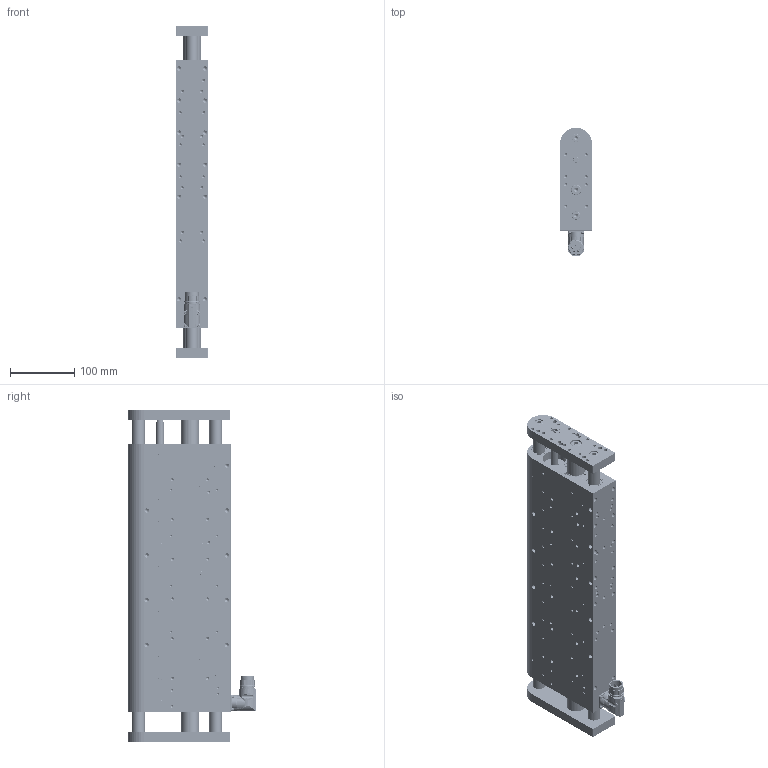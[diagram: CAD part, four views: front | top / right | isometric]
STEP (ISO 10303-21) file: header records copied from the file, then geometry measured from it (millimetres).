
FILE_DESCRIPTION (( 'STEP AP214' ), '1' );
FILE_NAME ('0186-2596_260310_DM03-48x360-HP-C-65_CS10_MSxx.STEP', '2026-03-10T08:43:12', ( '' ), ( '' ), 'SwSTEP 2.0', 'SolidWorks 2026', '' );
FILE_SCHEMA (( 'AUTOMOTIVE_DESIGN' ));
Length unit declared in the file: millimetre
Products named in the file (26): 0180-4398_DSB03k-48x419_V1; 0186-1888_MS01-37x155_FE_MS01-R37x155_FE; DL01h-20x14x...-2xM16_DL01h-20x14x492-2xM16; 0160-1885_PAW01-28-LF_PAW01-28; 0180-3182_DM03k-48-H-V2; 0230-0192_Zyl.-Schr_I-6kt_n-K_M10x20_8.8_v-b; 0230-1116_Zyl.-Schr._I-6kt_M8x18_8.8_v-b; 147522_1; 0186-1854_ML01-12x175!80-xx_80-xx_FE_ML01-12x650!320; 0230-1303_MS01k-5.1_M5x9; DM03h-48x360F-HP-C_V1; 0150-3081_MC01-Cw!m_GANZ; 0160-0624_Lins.-Schr_I-6rd_M2.5x12_INOX; DL03-48x360-HP-C-65_MSxx_V3; 0160-0063_PS01k-DA_8x18x2; DM03h-48x360-HP-C-65_V3; 0180-2768_DM03k-48-V; 0180-2696_DM01k-48-AGS; 0186-2596_260310_DM03-48x360-HP-C-65_CS10_MSxx; 0230-0692_Linearkugellager_LBBR 20-LS-LGFP; 0186-1538_PL01-28x500!450-HP-SF_PL01-28x500!450-HP-SF; 0230-1198_Gew.-Stift_I-6kt_K-k_M6x6_v-b; 123742; 0180-4129_DM03k-48-KAS; 0230-0332_Lins.-Schr_I-6rd_M2.5x6_INOX-Tuf; 0230-1138_Gew.-Stift_I-6kt_R-sch_M6x6_INOX
Assembly tree (62 placements, depth 5):
  0186-2596_260310_DM03-48x360-HP-C-65_CS10_MSxx
    DM03h-48x360-HP-C-65_V3
      DM03h-48x360F-HP-C_V1
        0180-4398_DSB03k-48x419_V1
        0180-4129_DM03k-48-KAS
        0230-0692_Linearkugellager_LBBR 20-LS-LGFP  x4
        0150-3081_MC01-Cw!m_GANZ
          123742
          147522_1
        0180-2696_DM01k-48-AGS
        0160-1885_PAW01-28-LF_PAW01-28  x2
        0230-1138_Gew.-Stift_I-6kt_R-sch_M6x6_INOX  x21
        0230-0332_Lins.-Schr_I-6rd_M2.5x6_INOX-Tuf  x2
        0160-0624_Lins.-Schr_I-6rd_M2.5x12_INOX  x2
        0230-1198_Gew.-Stift_I-6kt_K-k_M6x6_v-b  x8
        0160-0063_PS01k-DA_8x18x2
      0186-1888_MS01-37x155_FE_MS01-R37x155_FE
    DL03-48x360-HP-C-65_MSxx_V3
      0186-1538_PL01-28x500!450-HP-SF_PL01-28x500!450-HP-SF
      DL01h-20x14x...-2xM16_DL01h-20x14x492-2xM16  x2
      0180-3182_DM03k-48-H-V2
      0180-2768_DM03k-48-V
      0186-1854_ML01-12x175!80-xx_80-xx_FE_ML01-12x650!320
      0230-1303_MS01k-5.1_M5x9
      0230-0192_Zyl.-Schr_I-6kt_n-K_M10x20_8.8_v-b
      0230-1116_Zyl.-Schr._I-6kt_M8x18_8.8_v-b  x4
Bounding box: 50 x 199.62 x 518 mm (x, y, z)
Volume: 2656017.1 mm3; surface area: 639076.1 mm2
Topology: 63 solids, 63 shells, 4448 faces, 11033 edges, 6829 vertices
Faces by surface type: plane 1550, cylinder 1027, cone 956, bspline 808, torus 97, sphere 10
Full cylindrical faces by diameter (mm): 1 x10, 1.2 x5, 1.5 x5, 1.8 x5, 2 x8, 2.05 x4, 2.4 x2, 2.501 x24, 2.6 x4, 2.7 x4, 2.8 x5, 2.9 x4, 3 x1, 3.1 x50, 3.3 x10, 3.7 x1, 4.2 x4, 4.5 x4, 5 x85, 6 x146, 6.6 x6, 6.8 x26, 8 x53, 8.4 x4, 8.5 x2, 9 x1, 10 x16, 10.5 x1, 11 x6, 12 x2
Entity records: 145540 total; most frequent: CARTESIAN_POINT 63343, ORIENTED_EDGE 14296, DIRECTION 11178, EDGE_CURVE 7148, VERTEX_POINT 4815, AXIS2_PLACEMENT_3D 4077, EDGE_LOOP 3939, FACE_OUTER_BOUND 3400
